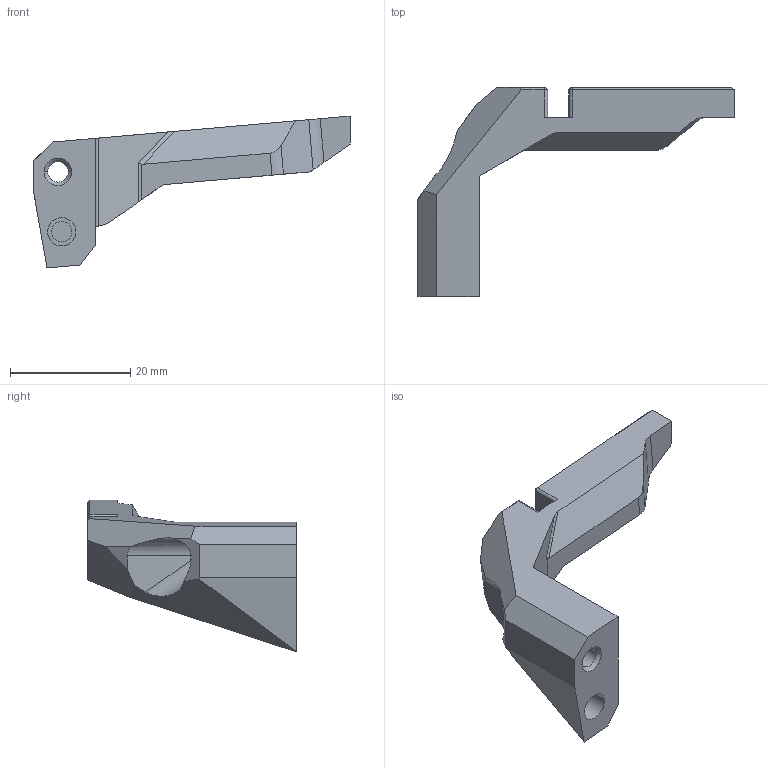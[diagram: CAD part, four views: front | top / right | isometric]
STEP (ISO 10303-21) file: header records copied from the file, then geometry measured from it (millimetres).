
FILE_DESCRIPTION (( 'STEP AP214' ), '1' );
FILE_NAME ('Chain_Anchor_2_Hole_Switchwire.STEP', '2024-07-10T02:27:01', ( 'Windows User' ), ( 'P R C' ), 'SwSTEP 2.0', 'SolidWorks 2024', '' );
FILE_SCHEMA (( 'AUTOMOTIVE_DESIGN' ));
Length unit declared in the file: millimetre
Products named in the file (1): Chain_Anchor_2_Hole_Switchwire
Bounding box: 52.64 x 34.8 x 25.29 mm (x, y, z)
Volume: 6450.4 mm3; surface area: 3477 mm2
Topology: 1 solids, 1 shells, 76 faces, 192 edges, 121 vertices
Faces by surface type: plane 42, cylinder 23, cone 9, torus 2
Entity records: 2280 total; most frequent: CARTESIAN_POINT 438, ORIENTED_EDGE 384, DIRECTION 375, EDGE_CURVE 192, LINE 131, VECTOR 131, AXIS2_PLACEMENT_3D 122, VERTEX_POINT 121
